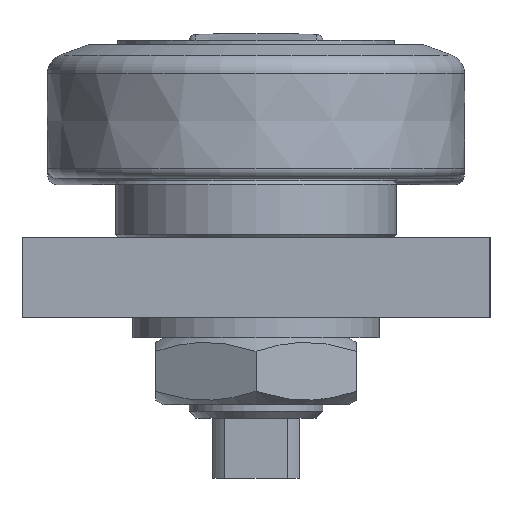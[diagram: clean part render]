
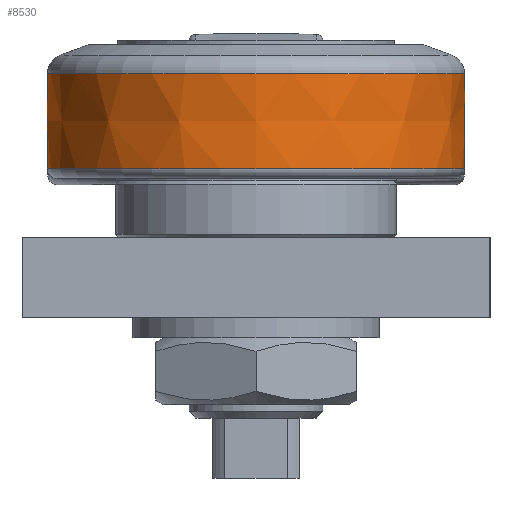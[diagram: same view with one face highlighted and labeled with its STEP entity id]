
A CAD part, left-side view. The second image highlights one B-rep face of the part: STEP entity #8530.
In plain terms, the highlighted free-form (B-spline) face has degree [2, 2] with [3, 9] control points.
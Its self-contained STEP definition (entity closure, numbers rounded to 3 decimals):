
#20=(
BOUNDED_SURFACE()
B_SPLINE_SURFACE(2,2,((#15691,#15692,#15693,#15694,#15695,#15696,#15697,
#15698,#15699),(#15700,#15701,#15702,#15703,#15704,#15705,#15706,#15707,
#15708),(#15709,#15710,#15711,#15712,#15713,#15714,#15715,#15716,#15717)),
 .UNSPECIFIED.,.F.,.T.,.F.)
B_SPLINE_SURFACE_WITH_KNOTS((3,3),(3,2,2,2,3),(-0.017,0.011),
(-3.142,-1.571,0.,1.571,3.142),
 .UNSPECIFIED.)
GEOMETRIC_REPRESENTATION_ITEM()
RATIONAL_B_SPLINE_SURFACE(((1.,0.707,1.,0.707,1.,
0.707,1.,0.707,1.),(1.,0.707,
1.,0.707,1.,0.707,
1.,0.707,1.),(1.,0.707,
1.,0.707,1.,0.707,1.,0.707,1.)))
REPRESENTATION_ITEM('')
SURFACE()
);
#882=FACE_OUTER_BOUND('',#1435,.T.);
#1435=EDGE_LOOP('',(#7764,#7765,#7766,#7767,#7768,#7769));
#2239=CIRCLE('',#9787,31.177);
#2241=CIRCLE('',#9789,31.177);
#2245=CIRCLE('',#9794,31.218);
#2246=CIRCLE('',#9795,31.218);
#2247=CIRCLE('',#9796,500.);
#3912=VERTEX_POINT('',#15678);
#3913=VERTEX_POINT('',#15679);
#3917=VERTEX_POINT('',#15718);
#3918=VERTEX_POINT('',#15719);
#5205=EDGE_CURVE('',#3912,#3913,#2239,.T.);
#5207=EDGE_CURVE('',#3913,#3912,#2241,.T.);
#5212=EDGE_CURVE('',#3917,#3918,#2245,.T.);
#5213=EDGE_CURVE('',#3918,#3917,#2246,.T.);
#5214=EDGE_CURVE('',#3918,#3913,#2247,.T.);
#7764=ORIENTED_EDGE('',*,*,#5212,.F.);
#7765=ORIENTED_EDGE('',*,*,#5213,.F.);
#7766=ORIENTED_EDGE('',*,*,#5214,.T.);
#7767=ORIENTED_EDGE('',*,*,#5205,.F.);
#7768=ORIENTED_EDGE('',*,*,#5207,.F.);
#7769=ORIENTED_EDGE('',*,*,#5214,.F.);
#8530=ADVANCED_FACE('',(#882),#20,.F.);
#9787=AXIS2_PLACEMENT_3D('',#15680,#12706,#12707);
#9789=AXIS2_PLACEMENT_3D('',#15682,#12710,#12711);
#9794=AXIS2_PLACEMENT_3D('',#15720,#12721,#12722);
#9795=AXIS2_PLACEMENT_3D('',#15721,#12723,#12724);
#9796=AXIS2_PLACEMENT_3D('',#15722,#12725,#12726);
#12706=DIRECTION('center_axis',(0.,0.,
-1.));
#12707=DIRECTION('ref_axis',(1.,0.,0.));
#12710=DIRECTION('center_axis',(0.,0.,
-1.));
#12711=DIRECTION('ref_axis',(1.,0.,0.));
#12721=DIRECTION('center_axis',(0.,0.,
1.));
#12722=DIRECTION('ref_axis',(1.,0.,0.));
#12723=DIRECTION('center_axis',(0.,0.,
1.));
#12724=DIRECTION('ref_axis',(1.,0.,0.));
#12725=DIRECTION('center_axis',(1.,0.,0.));
#12726=DIRECTION('ref_axis',(0.,-1.,0.));
#15678=CARTESIAN_POINT('',(-83.15,-3.639,4.002));
#15679=CARTESIAN_POINT('',(-51.972,-34.817,4.002));
#15680=CARTESIAN_POINT('Origin',(-51.972,-3.639,4.002));
#15682=CARTESIAN_POINT('Origin',(-51.972,-3.639,4.002));
#15691=CARTESIAN_POINT('Ctrl Pts',(-51.972,-34.817,
4.002));
#15692=CARTESIAN_POINT('Ctrl Pts',(-20.795,-34.817,
4.002));
#15693=CARTESIAN_POINT('Ctrl Pts',(-20.795,-3.639,
4.002));
#15694=CARTESIAN_POINT('Ctrl Pts',(-20.795,27.538,4.002));
#15695=CARTESIAN_POINT('Ctrl Pts',(-51.972,27.538,4.002));
#15696=CARTESIAN_POINT('Ctrl Pts',(-83.15,27.538,4.002));
#15697=CARTESIAN_POINT('Ctrl Pts',(-83.15,-3.639,
4.002));
#15698=CARTESIAN_POINT('Ctrl Pts',(-83.15,-34.817,
4.002));
#15699=CARTESIAN_POINT('Ctrl Pts',(-51.972,-34.817,
4.002));
#15700=CARTESIAN_POINT('Ctrl Pts',(-51.972,-34.938,
11.1));
#15701=CARTESIAN_POINT('Ctrl Pts',(-20.674,-34.938,11.1));
#15702=CARTESIAN_POINT('Ctrl Pts',(-20.674,-3.639,11.1));
#15703=CARTESIAN_POINT('Ctrl Pts',(-20.674,27.659,11.1));
#15704=CARTESIAN_POINT('Ctrl Pts',(-51.972,27.659,11.1));
#15705=CARTESIAN_POINT('Ctrl Pts',(-83.271,27.659,11.1));
#15706=CARTESIAN_POINT('Ctrl Pts',(-83.271,-3.639,
11.1));
#15707=CARTESIAN_POINT('Ctrl Pts',(-83.271,-34.938,
11.1));
#15708=CARTESIAN_POINT('Ctrl Pts',(-51.972,-34.938,
11.1));
#15709=CARTESIAN_POINT('Ctrl Pts',(-51.972,-34.857,
18.198));
#15710=CARTESIAN_POINT('Ctrl Pts',(-20.755,-34.857,
18.198));
#15711=CARTESIAN_POINT('Ctrl Pts',(-20.755,-3.639,
18.198));
#15712=CARTESIAN_POINT('Ctrl Pts',(-20.755,27.579,18.198));
#15713=CARTESIAN_POINT('Ctrl Pts',(-51.972,27.579,18.198));
#15714=CARTESIAN_POINT('Ctrl Pts',(-83.19,27.579,18.198));
#15715=CARTESIAN_POINT('Ctrl Pts',(-83.19,-3.639,
18.198));
#15716=CARTESIAN_POINT('Ctrl Pts',(-83.19,-34.857,
18.198));
#15717=CARTESIAN_POINT('Ctrl Pts',(-51.972,-34.857,
18.198));
#15718=CARTESIAN_POINT('',(-83.19,-3.639,18.198));
#15719=CARTESIAN_POINT('',(-51.972,-34.857,18.198));
#15720=CARTESIAN_POINT('Origin',(-51.972,-3.639,18.198));
#15721=CARTESIAN_POINT('Origin',(-51.972,-3.639,18.198));
#15722=CARTESIAN_POINT('Origin',(-51.972,465.111,12.528));
